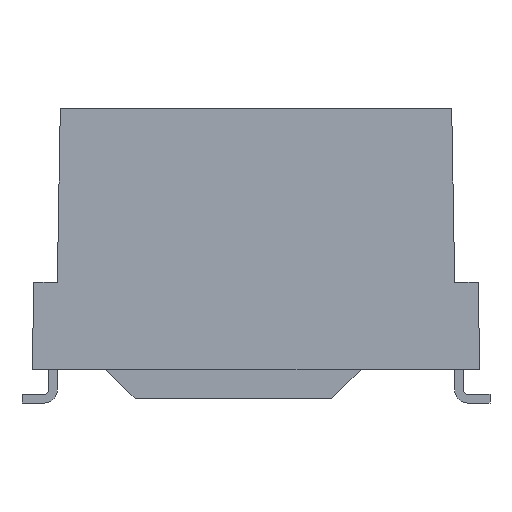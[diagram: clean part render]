
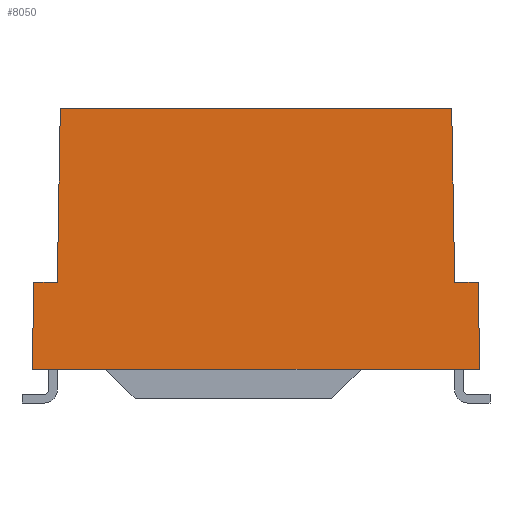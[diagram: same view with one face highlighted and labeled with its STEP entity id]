
A CAD part, front view. The second image highlights one B-rep face of the part: STEP entity #8050.
In plain terms, the highlighted face is planar.
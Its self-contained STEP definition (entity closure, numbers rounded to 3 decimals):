
#1764=ORIENTED_EDGE('',*,*,#2786,.F.);
#1765=ORIENTED_EDGE('',*,*,#2796,.T.);
#1766=ORIENTED_EDGE('',*,*,#2797,.F.);
#1767=ORIENTED_EDGE('',*,*,#2779,.F.);
#1768=ORIENTED_EDGE('',*,*,#2798,.F.);
#1769=ORIENTED_EDGE('',*,*,#2799,.F.);
#1770=ORIENTED_EDGE('',*,*,#2791,.T.);
#1771=ORIENTED_EDGE('',*,*,#2788,.T.);
#1772=ORIENTED_EDGE('',*,*,#2800,.T.);
#1773=ORIENTED_EDGE('',*,*,#2782,.F.);
#2779=EDGE_CURVE('',#3337,#3331,#3938,.T.);
#2782=EDGE_CURVE('',#3349,#3350,#3941,.T.);
#2786=EDGE_CURVE('',#3352,#3349,#3945,.T.);
#2788=EDGE_CURVE('',#3355,#3354,#3947,.T.);
#2791=EDGE_CURVE('',#3357,#3355,#3950,.T.);
#2796=EDGE_CURVE('',#3352,#3360,#3955,.T.);
#2797=EDGE_CURVE('',#3331,#3360,#3956,.T.);
#2798=EDGE_CURVE('',#3361,#3337,#3957,.T.);
#2799=EDGE_CURVE('',#3357,#3361,#3958,.T.);
#2800=EDGE_CURVE('',#3354,#3350,#3959,.T.);
#3331=VERTEX_POINT('',#12449);
#3337=VERTEX_POINT('',#12461);
#3349=VERTEX_POINT('',#12501);
#3350=VERTEX_POINT('',#12503);
#3352=VERTEX_POINT('',#12509);
#3354=VERTEX_POINT('',#12514);
#3355=VERTEX_POINT('',#12516);
#3357=VERTEX_POINT('',#12522);
#3360=VERTEX_POINT('',#12530);
#3361=VERTEX_POINT('',#12535);
#3938=LINE('',#12495,#4543);
#3941=LINE('',#12502,#4546);
#3945=LINE('',#12510,#4550);
#3947=LINE('',#12515,#4552);
#3950=LINE('',#12521,#4555);
#3955=LINE('',#12531,#4560);
#3956=LINE('',#12533,#4561);
#3957=LINE('',#12534,#4562);
#3958=LINE('',#12536,#4563);
#3959=LINE('',#12537,#4564);
#4543=VECTOR('',#9819,1000.);
#4546=VECTOR('',#9824,1000.);
#4550=VECTOR('',#9830,1000.);
#4552=VECTOR('',#9834,1000.);
#4555=VECTOR('',#9839,1000.);
#4560=VECTOR('',#9846,1000.);
#4561=VECTOR('',#9849,1000.);
#4562=VECTOR('',#9850,1000.);
#4563=VECTOR('',#9851,1000.);
#4564=VECTOR('',#9852,1000.);
#4884=EDGE_LOOP('',(#1764,#1765,#1766,#1767,#1768,#1769,#1770,#1771,#1772,
#1773));
#5237=FACE_BOUND('',#4884,.T.);
#5520=PLANE('',#8458);
#8050=ADVANCED_FACE('',(#5237),#5520,.T.);
#8458=AXIS2_PLACEMENT_3D('',#12532,#9847,#9848);
#9819=DIRECTION('',(1.,0.,0.));
#9824=DIRECTION('',(-0.017,-0.017,1.));
#9830=DIRECTION('',(-1.,0.,0.));
#9834=DIRECTION('',(0.017,-0.017,1.));
#9839=DIRECTION('',(1.,0.,0.));
#9846=DIRECTION('',(0.017,0.017,-1.));
#9847=DIRECTION('',(0.,1.,0.017));
#9848=DIRECTION('',(0.,-0.017,1.));
#9849=DIRECTION('',(1.,0.,0.));
#9850=DIRECTION('',(1.,0.,0.));
#9851=DIRECTION('',(-0.017,0.017,-1.));
#9852=DIRECTION('',(1.,0.,0.));
#12449=CARTESIAN_POINT('',(5.12,9.125,0.));
#12461=CARTESIAN_POINT('',(-3.58,9.125,0.));
#12495=CARTESIAN_POINT('',(-3.58,9.125,0.));
#12501=CARTESIAN_POINT('',(6.768,9.073,2.97));
#12502=CARTESIAN_POINT('',(6.818,9.123,0.119));
#12503=CARTESIAN_POINT('',(6.665,8.97,8.87));
#12509=CARTESIAN_POINT('',(7.568,9.073,2.97));
#12510=CARTESIAN_POINT('',(0.,9.073,2.97));
#12514=CARTESIAN_POINT('',(-6.665,8.97,8.87));
#12515=CARTESIAN_POINT('',(-6.818,9.123,0.119));
#12516=CARTESIAN_POINT('',(-6.768,9.073,2.97));
#12521=CARTESIAN_POINT('',(0.,9.073,2.97));
#12522=CARTESIAN_POINT('',(-7.568,9.073,2.97));
#12530=CARTESIAN_POINT('',(7.62,9.125,0.));
#12531=CARTESIAN_POINT('',(7.618,9.123,0.133));
#12532=CARTESIAN_POINT('',(0.,9.125,0.));
#12533=CARTESIAN_POINT('',(0.,9.125,0.));
#12534=CARTESIAN_POINT('',(0.,9.125,0.));
#12535=CARTESIAN_POINT('',(-7.62,9.125,0.));
#12536=CARTESIAN_POINT('',(-7.617,9.122,0.159));
#12537=CARTESIAN_POINT('',(0.,8.97,8.87));
